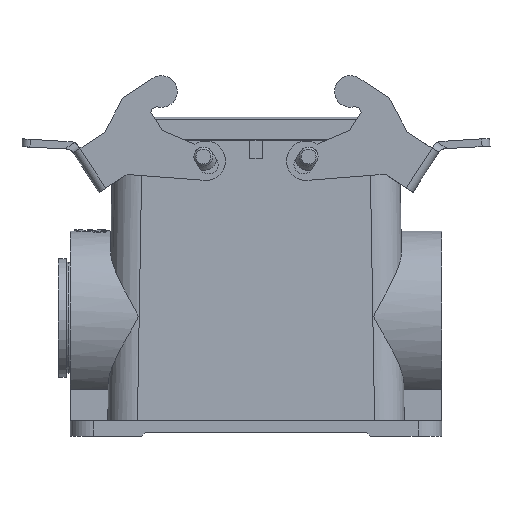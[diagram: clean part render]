
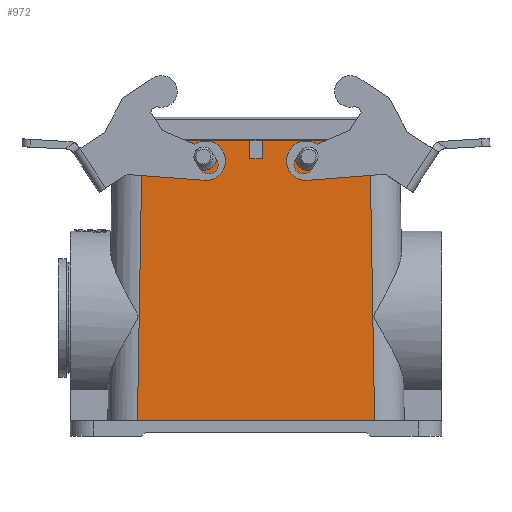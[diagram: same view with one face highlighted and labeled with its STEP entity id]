
A CAD part, front view. The second image highlights one B-rep face of the part: STEP entity #972.
In plain terms, the highlighted planar face has unit normal (0, -1, 0.011).
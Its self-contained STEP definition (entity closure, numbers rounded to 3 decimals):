
#879=CARTESIAN_POINT('',(57.0,-22.3,-65.25));
#880=DIRECTION('',(0.0,-1.,0.011));
#881=DIRECTION('',(0.0,-0.011,-1.));
#882=AXIS2_PLACEMENT_3D('',#879,#880,#881);
#883=PLANE('',#882);
#884=CARTESIAN_POINT('',(-28.8,-21.5,5.7));
#885=VERTEX_POINT('',#884);
#886=CARTESIAN_POINT('',(-30.,-22.3,-65.25));
#887=VERTEX_POINT('',#886);
#888=CARTESIAN_POINT('',(-28.8,-21.5,5.7));
#889=DIRECTION('',(-0.017,-0.011,-1.));
#890=VECTOR('',#889,70.965);
#891=LINE('',#888,#890);
#892=EDGE_CURVE('',#885,#887,#891,.T.);
#893=ORIENTED_EDGE('',*,*,#892,.T.);
#894=CARTESIAN_POINT('',(30.,-22.3,-65.25));
#895=VERTEX_POINT('',#894);
#896=CARTESIAN_POINT('',(-30.,-22.3,-65.25));
#897=DIRECTION('',(1.0,0.0,0.0));
#898=VECTOR('',#897,60.001);
#899=LINE('',#896,#898);
#900=EDGE_CURVE('',#887,#895,#899,.T.);
#901=ORIENTED_EDGE('',*,*,#900,.T.);
#902=CARTESIAN_POINT('',(28.8,-21.5,5.7));
#903=VERTEX_POINT('',#902);
#904=CARTESIAN_POINT('',(30.,-22.3,-65.25));
#905=DIRECTION('',(-0.017,0.011,1.));
#906=VECTOR('',#905,70.965);
#907=LINE('',#904,#906);
#908=EDGE_CURVE('',#895,#903,#907,.T.);
#909=ORIENTED_EDGE('',*,*,#908,.T.);
#910=CARTESIAN_POINT('',(1.6,-21.5,5.7));
#911=VERTEX_POINT('',#910);
#912=CARTESIAN_POINT('',(28.8,-21.5,5.7));
#913=DIRECTION('',(-1.0,0.0,0.0));
#914=VECTOR('',#913,27.2);
#915=LINE('',#912,#914);
#916=EDGE_CURVE('',#903,#911,#915,.T.);
#917=ORIENTED_EDGE('',*,*,#916,.T.);
#918=CARTESIAN_POINT('',(1.6,-21.553,1.));
#919=VERTEX_POINT('',#918);
#920=CARTESIAN_POINT('',(1.6,-21.553,1.));
#921=DIRECTION('',(0.0,0.011,1.));
#922=VECTOR('',#921,4.7);
#923=LINE('',#920,#922);
#924=EDGE_CURVE('',#919,#911,#923,.T.);
#925=ORIENTED_EDGE('',*,*,#924,.F.);
#926=CARTESIAN_POINT('',(-1.6,-21.553,1.));
#927=VERTEX_POINT('',#926);
#928=CARTESIAN_POINT('',(1.6,-21.553,1.));
#929=DIRECTION('',(-1.0,0.0,0.0));
#930=VECTOR('',#929,3.2);
#931=LINE('',#928,#930);
#932=EDGE_CURVE('',#919,#927,#931,.T.);
#933=ORIENTED_EDGE('',*,*,#932,.T.);
#934=CARTESIAN_POINT('',(-1.6,-21.5,5.7));
#935=VERTEX_POINT('',#934);
#936=CARTESIAN_POINT('',(-1.6,-21.5,5.7));
#937=DIRECTION('',(0.0,-0.011,-1.));
#938=VECTOR('',#937,4.7);
#939=LINE('',#936,#938);
#940=EDGE_CURVE('',#935,#927,#939,.T.);
#941=ORIENTED_EDGE('',*,*,#940,.F.);
#942=CARTESIAN_POINT('',(-1.6,-21.5,5.7));
#943=DIRECTION('',(-1.0,0.0,0.0));
#944=VECTOR('',#943,27.2);
#945=LINE('',#942,#944);
#946=EDGE_CURVE('',#935,#885,#945,.T.);
#947=ORIENTED_EDGE('',*,*,#946,.T.);
#948=EDGE_LOOP('',(#893,#901,#909,#917,#925,#933,#941,#947));
#949=FACE_OUTER_BOUND('',#948,.T.);
#950=CARTESIAN_POINT('',(13.3,-21.586,-1.95));
#951=VERTEX_POINT('',#950);
#952=CARTESIAN_POINT('',(13.3,-21.547,1.55));
#953=DIRECTION('',(0.0,-1.,0.011));
#954=DIRECTION('',(0.0,-0.011,-1.));
#955=AXIS2_PLACEMENT_3D('',#952,#953,#954);
#956=ELLIPSE('',#955,3.5,3.5);
#957=EDGE_CURVE('',#951,#951,#956,.T.);
#958=ORIENTED_EDGE('',*,*,#957,.F.);
#959=EDGE_LOOP('',(#958));
#960=FACE_BOUND('',#959,.T.);
#961=CARTESIAN_POINT('',(-13.3,-21.586,-1.95));
#962=VERTEX_POINT('',#961);
#963=CARTESIAN_POINT('',(-13.3,-21.547,1.55));
#964=DIRECTION('',(0.0,-1.,0.011));
#965=DIRECTION('',(0.0,-0.011,-1.));
#966=AXIS2_PLACEMENT_3D('',#963,#964,#965);
#967=ELLIPSE('',#966,3.5,3.5);
#968=EDGE_CURVE('',#962,#962,#967,.T.);
#969=ORIENTED_EDGE('',*,*,#968,.F.);
#970=EDGE_LOOP('',(#969));
#971=FACE_BOUND('',#970,.T.);
#972=ADVANCED_FACE('',(#949,#960,#971),#883,.T.);
